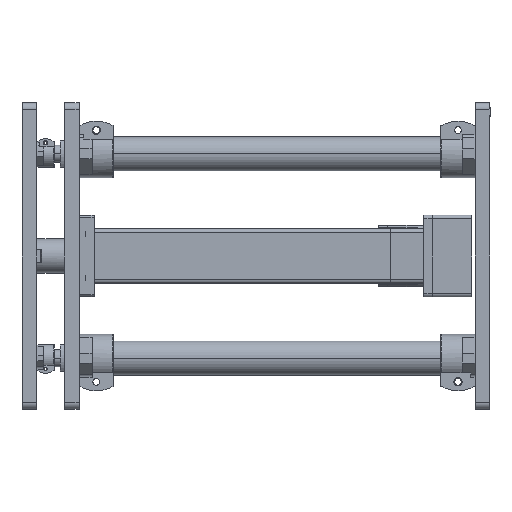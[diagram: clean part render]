
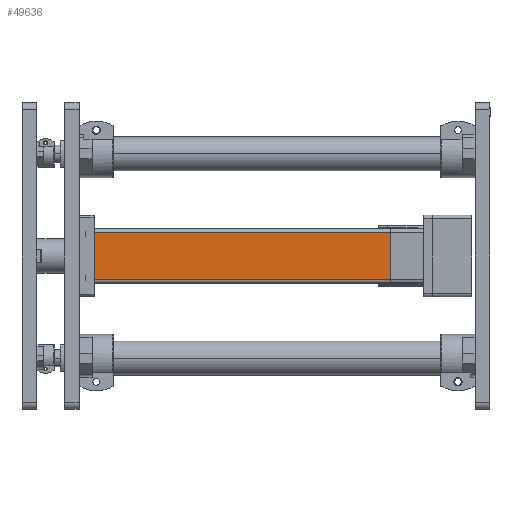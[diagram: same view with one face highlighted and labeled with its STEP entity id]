
A CAD part, left-side view. The second image highlights one B-rep face of the part: STEP entity #49636.
In plain terms, the highlighted face is planar.
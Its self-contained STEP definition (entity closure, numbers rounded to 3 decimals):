
#3142 = DIRECTION ( 'NONE',  ( -1., 0., 0. ) ) ;
#3848 = DIRECTION ( 'NONE',  ( 1., 0., 0. ) ) ;
#4881 = CARTESIAN_POINT ( 'NONE',  ( -35., -40., 435. ) ) ;
#5175 = ORIENTED_EDGE ( 'NONE', *, *, #27153, .F. ) ;
#9468 = DIRECTION ( 'NONE',  ( 0., 0., -1. ) ) ;
#9817 = EDGE_CURVE ( 'NONE', #39264, #72371, #17037, .T. ) ;
#13224 = CARTESIAN_POINT ( 'NONE',  ( 35., -40., 435. ) ) ;
#13484 = CARTESIAN_POINT ( 'NONE',  ( -35., -40., 435. ) ) ;
#14166 = CARTESIAN_POINT ( 'NONE',  ( 35., -40., 435. ) ) ;
#16654 = CARTESIAN_POINT ( 'NONE',  ( 35., -40., 0. ) ) ;
#17037 = LINE ( 'NONE', #62223, #69984 ) ;
#26672 = ORIENTED_EDGE ( 'NONE', *, *, #9817, .T. ) ;
#27153 = EDGE_CURVE ( 'NONE', #51820, #42186, #95646, .T. ) ;
#30581 = LINE ( 'NONE', #46523, #74794 ) ;
#36068 = EDGE_CURVE ( 'NONE', #51820, #39264, #51238, .T. ) ;
#37733 = EDGE_CURVE ( 'NONE', #42186, #72371, #30581, .T. ) ;
#39264 = VERTEX_POINT ( 'NONE', #89998 ) ;
#40916 = EDGE_LOOP ( 'NONE', ( #26672, #43998, #5175, #89661 ) ) ;
#41864 = DIRECTION ( 'NONE',  ( 0., 1., 0. ) ) ;
#42186 = VERTEX_POINT ( 'NONE', #14166 ) ;
#43998 = ORIENTED_EDGE ( 'NONE', *, *, #37733, .F. ) ;
#45061 = DIRECTION ( 'NONE',  ( 0., 0., -1. ) ) ;
#46303 = VECTOR ( 'NONE', #3848, 1000. ) ;
#46523 = CARTESIAN_POINT ( 'NONE',  ( 35., -40., 435. ) ) ;
#46876 = DIRECTION ( 'NONE',  ( 1., 0., 0. ) ) ;
#49636 = ADVANCED_FACE ( 'NONE', ( #93492 ), #88033, .F. ) ;
#51238 = LINE ( 'NONE', #13484, #79067 ) ;
#51820 = VERTEX_POINT ( 'NONE', #4881 ) ;
#56719 = CARTESIAN_POINT ( 'NONE',  ( 35., -40., 435. ) ) ;
#62223 = CARTESIAN_POINT ( 'NONE',  ( 35., -40., 0. ) ) ;
#63898 = AXIS2_PLACEMENT_3D ( 'NONE', #56719, #41864, #3142 ) ;
#69984 = VECTOR ( 'NONE', #46876, 1000. ) ;
#72371 = VERTEX_POINT ( 'NONE', #16654 ) ;
#74794 = VECTOR ( 'NONE', #45061, 1000. ) ;
#79067 = VECTOR ( 'NONE', #9468, 1000. ) ;
#88033 = PLANE ( 'NONE',  #63898 ) ;
#89661 = ORIENTED_EDGE ( 'NONE', *, *, #36068, .T. ) ;
#89998 = CARTESIAN_POINT ( 'NONE',  ( -35., -40., 0. ) ) ;
#93492 = FACE_OUTER_BOUND ( 'NONE', #40916, .T. ) ;
#95646 = LINE ( 'NONE', #13224, #46303 ) ;
